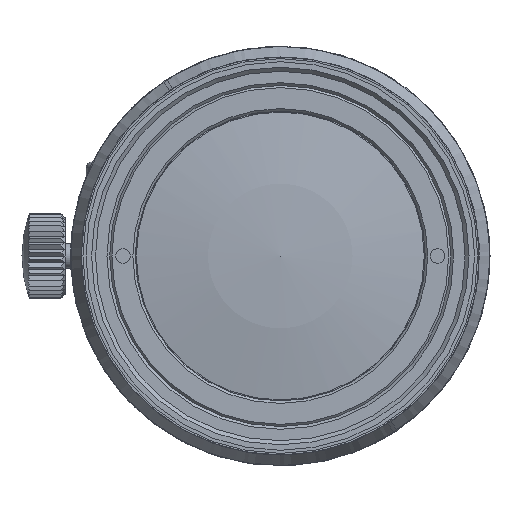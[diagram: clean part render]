
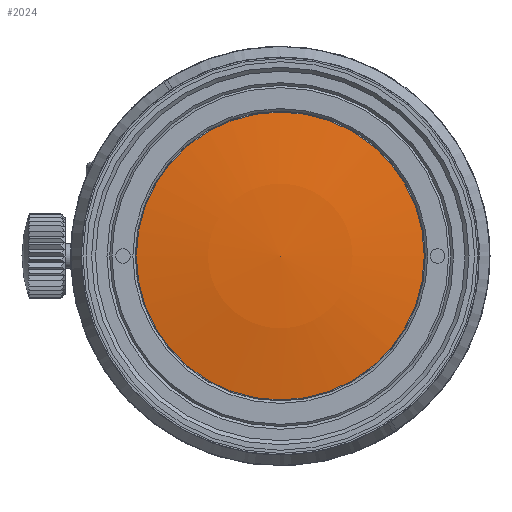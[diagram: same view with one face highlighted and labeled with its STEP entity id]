
A CAD part, left-side view. The second image highlights one B-rep face of the part: STEP entity #2024.
In plain terms, the highlighted spherical face has radius 68.665 mm.
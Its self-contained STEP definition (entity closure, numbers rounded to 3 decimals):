
#124=SPHERICAL_SURFACE('',#12543,68.665);
#165=VERTEX_LOOP('',#8344);
#1492=FACE_BOUND('',#165,.T.);
#1493=FACE_BOUND('',#3337,.T.);
#2024=ADVANCED_FACE('',(#1492,#1493),#124,.T.);
#3337=EDGE_LOOP('',(#5746));
#4058=CIRCLE('',#12541,11.67);
#5746=ORIENTED_EDGE('',*,*,#10033,.F.);
#8343=VERTEX_POINT('',#18339);
#8344=VERTEX_POINT('',#18341);
#10033=EDGE_CURVE('',#8343,#8343,#4058,.T.);
#12541=AXIS2_PLACEMENT_3D('',#18338,#14485,#14486);
#12543=AXIS2_PLACEMENT_3D('',#18342,#14489,#14490);
#14485=DIRECTION('',(1.,0.,0.));
#14486=DIRECTION('',(0.,0.,-1.));
#14489=DIRECTION('',(-1.,0.,0.));
#14490=DIRECTION('',(0.,1.,0.));
#18338=CARTESIAN_POINT('',(-54.926,0.,0.));
#18339=CARTESIAN_POINT('',(-54.926,0.,-11.67));
#18341=CARTESIAN_POINT('',(-55.925,0.,0.));
#18342=CARTESIAN_POINT('',(12.74,0.,0.));
